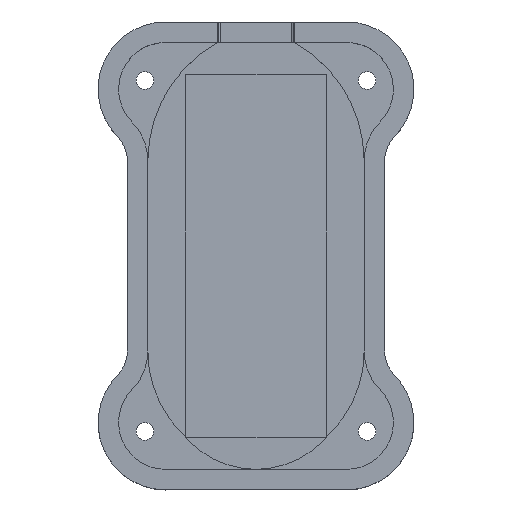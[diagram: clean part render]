
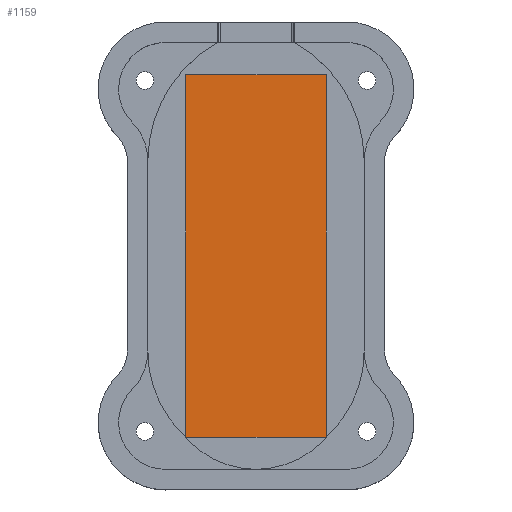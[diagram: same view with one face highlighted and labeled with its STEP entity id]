
A CAD part, top view. The second image highlights one B-rep face of the part: STEP entity #1159.
In plain terms, the highlighted planar face has unit normal (0, 0, 1).
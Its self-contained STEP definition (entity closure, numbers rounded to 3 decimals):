
#47=PLANE('',#1302);
#97=FACE_OUTER_BOUND('',#168,.T.);
#168=EDGE_LOOP('',(#969,#970,#971,#972));
#222=LINE('',#1809,#321);
#225=LINE('',#1814,#324);
#270=LINE('',#1985,#369);
#271=LINE('',#1987,#370);
#321=VECTOR('',#1432,10.);
#324=VECTOR('',#1437,10.);
#369=VECTOR('',#1618,10.);
#370=VECTOR('',#1621,10.);
#501=VERTEX_POINT('',#1806);
#502=VERTEX_POINT('',#1808);
#503=VERTEX_POINT('',#1812);
#561=VERTEX_POINT('',#1983);
#620=EDGE_CURVE('',#501,#502,#222,.T.);
#623=EDGE_CURVE('',#503,#501,#225,.T.);
#709=EDGE_CURVE('',#561,#503,#270,.T.);
#710=EDGE_CURVE('',#502,#561,#271,.T.);
#969=ORIENTED_EDGE('',*,*,#623,.F.);
#970=ORIENTED_EDGE('',*,*,#709,.F.);
#971=ORIENTED_EDGE('',*,*,#710,.F.);
#972=ORIENTED_EDGE('',*,*,#620,.F.);
#1159=ADVANCED_FACE('',(#97),#47,.F.);
#1302=AXIS2_PLACEMENT_3D('',#1988,#1622,#1623);
#1432=DIRECTION('',(-1.,0.,0.));
#1437=DIRECTION('',(0.,-1.,0.));
#1618=DIRECTION('',(1.,0.,0.));
#1621=DIRECTION('',(0.,1.,0.));
#1622=DIRECTION('center_axis',(0.,0.,-1.));
#1623=DIRECTION('ref_axis',(-1.,0.,0.));
#1806=CARTESIAN_POINT('',(107.25,-88.495,4.));
#1808=CARTESIAN_POINT('',(83.25,-88.495,4.));
#1809=CARTESIAN_POINT('',(89.25,-88.495,4.));
#1812=CARTESIAN_POINT('',(107.25,-26.495,4.));
#1814=CARTESIAN_POINT('',(107.25,-72.995,4.));
#1983=CARTESIAN_POINT('',(83.25,-26.495,4.));
#1985=CARTESIAN_POINT('',(101.25,-26.495,4.));
#1987=CARTESIAN_POINT('',(83.25,-41.995,4.));
#1988=CARTESIAN_POINT('Origin',(95.25,-57.495,4.));
